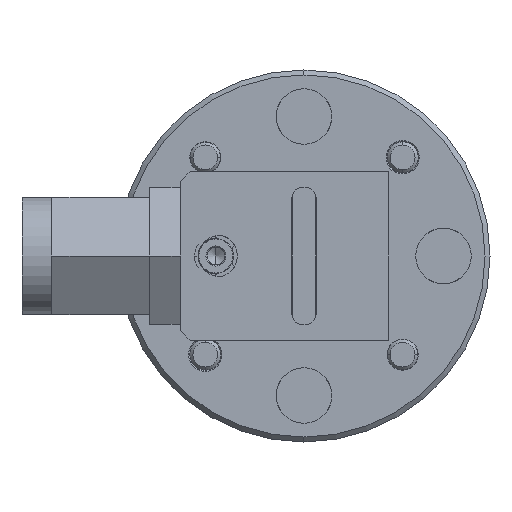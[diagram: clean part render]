
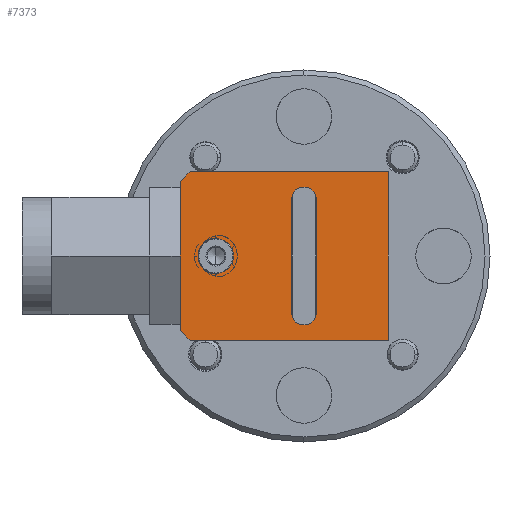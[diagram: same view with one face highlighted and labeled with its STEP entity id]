
A CAD part, left-side view. The second image highlights one B-rep face of the part: STEP entity #7373.
In plain terms, the highlighted planar face has unit normal (-1, 0, 0).
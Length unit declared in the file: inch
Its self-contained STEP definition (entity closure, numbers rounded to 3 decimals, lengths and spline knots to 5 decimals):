
#72 = ORIENTED_EDGE ( 'NONE', *, *, #11735, .T. ) ;
#204 = VERTEX_POINT ( 'NONE', #18816 ) ;
#675 = EDGE_CURVE ( 'NONE', #14502, #26904, #18238, .T. ) ;
#1047 = CARTESIAN_POINT ( 'NONE',  ( -7.88847, 0.37383, 3.69982 ) ) ;
#1432 = CARTESIAN_POINT ( 'NONE',  ( -7.88847, 0.60333, 3.86982 ) ) ;
#1556 = AXIS2_PLACEMENT_3D ( 'NONE', #31111, #11302, #8906 ) ;
#2645 = AXIS2_PLACEMENT_3D ( 'NONE', #23776, #23663, #13789 ) ;
#2656 = EDGE_CURVE ( 'NONE', #29190, #31163, #9931, .T. ) ;
#3201 = LINE ( 'NONE', #20885, #22010 ) ;
#3278 = CARTESIAN_POINT ( 'NONE',  ( -7.88847, 0.54383, 3.52982 ) ) ;
#3473 = EDGE_CURVE ( 'NONE', #31876, #14090, #3201, .T. ) ;
#4050 = CARTESIAN_POINT ( 'NONE',  ( -7.88847, 0.62333, 3.86982 ) ) ;
#4094 = VECTOR ( 'NONE', #28553, 39.37008 ) ;
#4165 = ORIENTED_EDGE ( 'NONE', *, *, #31709, .T. ) ;
#4257 = EDGE_CURVE ( 'NONE', #12864, #14090, #11788, .T. ) ;
#4275 = LINE ( 'NONE', #26352, #32057 ) ;
#4671 = EDGE_CURVE ( 'NONE', #26904, #17515, #29751, .T. ) ;
#4698 = VECTOR ( 'NONE', #31596, 39.37008 ) ;
#4838 = DIRECTION ( 'NONE',  ( 0., 0., 1. ) ) ;
#4855 = CARTESIAN_POINT ( 'NONE',  ( -7.88847, 0.20383, 3.52982 ) ) ;
#5661 = ORIENTED_EDGE ( 'NONE', *, *, #3473, .T. ) ;
#6079 = DIRECTION ( 'NONE',  ( 0., 0., 1. ) ) ;
#6533 = ORIENTED_EDGE ( 'NONE', *, *, #23040, .F. ) ;
#6750 = CARTESIAN_POINT ( 'NONE',  ( -7.88847, 0.55133, 3.73482 ) ) ;
#6934 = AXIS2_PLACEMENT_3D ( 'NONE', #1047, #8387, #6079 ) ;
#7089 = CARTESIAN_POINT ( 'NONE',  ( -7.88847, 0.60333, 3.52982 ) ) ;
#7137 = VERTEX_POINT ( 'NONE', #6750 ) ;
#7373 = ADVANCED_FACE ( 'NONE', ( #28413, #31150, #21346 ), #23269, .T. ) ;
#8052 = EDGE_LOOP ( 'NONE', ( #72, #5661, #18008, #28261, #18393, #10447 ) ) ;
#8179 = VERTEX_POINT ( 'NONE', #17375 ) ;
#8387 = DIRECTION ( 'NONE',  ( -1., 0., 0. ) ) ;
#8906 = DIRECTION ( 'NONE',  ( 0., 0., 1. ) ) ;
#9154 = CARTESIAN_POINT ( 'NONE',  ( -7.88847, 0.55133, 3.69982 ) ) ;
#9277 = CIRCLE ( 'NONE', #23520, 0.035 ) ;
#9931 = CIRCLE ( 'NONE', #14373, 0.025 ) ;
#10205 = DIRECTION ( 'NONE',  ( 0., 0., -1. ) ) ;
#10273 = CARTESIAN_POINT ( 'NONE',  ( -7.88847, 0.54383, 3.86982 ) ) ;
#10447 = ORIENTED_EDGE ( 'NONE', *, *, #4671, .T. ) ;
#10910 = DIRECTION ( 'NONE',  ( -1., 0., 0. ) ) ;
#11028 = VERTEX_POINT ( 'NONE', #22051 ) ;
#11172 = CIRCLE ( 'NONE', #1556, 0.025 ) ;
#11204 = VECTOR ( 'NONE', #29795, 39.37008 ) ;
#11302 = DIRECTION ( 'NONE',  ( -1., 0., 0. ) ) ;
#11596 = DIRECTION ( 'NONE',  ( 0., 0., 1. ) ) ;
#11735 = EDGE_CURVE ( 'NONE', #17515, #31876, #13764, .T. ) ;
#11788 = LINE ( 'NONE', #4050, #30159 ) ;
#12708 = ORIENTED_EDGE ( 'NONE', *, *, #28702, .T. ) ;
#12864 = VERTEX_POINT ( 'NONE', #16418 ) ;
#13764 = LINE ( 'NONE', #10273, #28636 ) ;
#13789 = DIRECTION ( 'NONE',  ( 0., 0., 1. ) ) ;
#14022 = CIRCLE ( 'NONE', #32075, 0.035 ) ;
#14090 = VERTEX_POINT ( 'NONE', #17098 ) ;
#14373 = AXIS2_PLACEMENT_3D ( 'NONE', #17456, #19837, #4838 ) ;
#14502 = VERTEX_POINT ( 'NONE', #7089 ) ;
#14618 = CARTESIAN_POINT ( 'NONE',  ( -7.88847, 0.57358, 3.50007 ) ) ;
#15160 = ORIENTED_EDGE ( 'NONE', *, *, #18645, .F. ) ;
#16362 = DIRECTION ( 'NONE',  ( -1., 0., 0. ) ) ;
#16418 = CARTESIAN_POINT ( 'NONE',  ( -7.88847, 0.62333, 3.54982 ) ) ;
#17098 = CARTESIAN_POINT ( 'NONE',  ( -7.88847, 0.62333, 3.84982 ) ) ;
#17303 = EDGE_CURVE ( 'NONE', #7137, #30520, #14022, .T. ) ;
#17375 = CARTESIAN_POINT ( 'NONE',  ( -7.88847, 0.39883, 3.81382 ) ) ;
#17456 = CARTESIAN_POINT ( 'NONE',  ( -7.88847, 0.37383, 3.58582 ) ) ;
#17515 = VERTEX_POINT ( 'NONE', #19096 ) ;
#17906 = ORIENTED_EDGE ( 'NONE', *, *, #17303, .F. ) ;
#18008 = ORIENTED_EDGE ( 'NONE', *, *, #4257, .F. ) ;
#18233 = LINE ( 'NONE', #14618, #11204 ) ;
#18238 = LINE ( 'NONE', #3278, #4094 ) ;
#18393 = ORIENTED_EDGE ( 'NONE', *, *, #675, .T. ) ;
#18487 = CIRCLE ( 'NONE', #2645, 0.025 ) ;
#18645 = EDGE_CURVE ( 'NONE', #30520, #7137, #9277, .T. ) ;
#18816 = CARTESIAN_POINT ( 'NONE',  ( -7.88847, 0.34883, 3.81382 ) ) ;
#18888 = DIRECTION ( 'NONE',  ( 0., 0., 1. ) ) ;
#19096 = CARTESIAN_POINT ( 'NONE',  ( -7.88847, 0.20383, 3.86982 ) ) ;
#19391 = LINE ( 'NONE', #25190, #31912 ) ;
#19837 = DIRECTION ( 'NONE',  ( -1., 0., 0. ) ) ;
#20851 = CARTESIAN_POINT ( 'NONE',  ( -7.88847, 0.55133, 3.69982 ) ) ;
#20885 = CARTESIAN_POINT ( 'NONE',  ( -7.88847, 0.57358, 3.89957 ) ) ;
#21346 = FACE_OUTER_BOUND ( 'NONE', #8052, .T. ) ;
#22010 = VECTOR ( 'NONE', #31388, 39.37008 ) ;
#22051 = CARTESIAN_POINT ( 'NONE',  ( -7.88847, 0.37383, 3.83882 ) ) ;
#23040 = EDGE_CURVE ( 'NONE', #11028, #8179, #18487, .T. ) ;
#23269 = PLANE ( 'NONE',  #6934 ) ;
#23391 = DIRECTION ( 'NONE',  ( 0., 0., 1. ) ) ;
#23520 = AXIS2_PLACEMENT_3D ( 'NONE', #9154, #16362, #18888 ) ;
#23663 = DIRECTION ( 'NONE',  ( -1., 0., 0. ) ) ;
#23776 = CARTESIAN_POINT ( 'NONE',  ( -7.88847, 0.37383, 3.81382 ) ) ;
#23784 = DIRECTION ( 'NONE',  ( 0., 0., 1. ) ) ;
#24034 = EDGE_LOOP ( 'NONE', ( #17906, #15160 ) ) ;
#24591 = CARTESIAN_POINT ( 'NONE',  ( -7.88847, 0.34883, 3.58582 ) ) ;
#24835 = CARTESIAN_POINT ( 'NONE',  ( -7.88847, 0.55133, 3.66482 ) ) ;
#25190 = CARTESIAN_POINT ( 'NONE',  ( -7.88847, 0.34883, 3.74982 ) ) ;
#25689 = DIRECTION ( 'NONE',  ( 0., 1., 0. ) ) ;
#26352 = CARTESIAN_POINT ( 'NONE',  ( -7.88847, 0.39883, 3.74982 ) ) ;
#26403 = EDGE_LOOP ( 'NONE', ( #32301, #12708, #6533, #26770, #4165 ) ) ;
#26561 = CARTESIAN_POINT ( 'NONE',  ( -7.88847, 0.20383, 3.52982 ) ) ;
#26770 = ORIENTED_EDGE ( 'NONE', *, *, #31521, .F. ) ;
#26904 = VERTEX_POINT ( 'NONE', #4855 ) ;
#28261 = ORIENTED_EDGE ( 'NONE', *, *, #31144, .T. ) ;
#28413 = FACE_BOUND ( 'NONE', #24034, .T. ) ;
#28553 = DIRECTION ( 'NONE',  ( 0., -1., 0. ) ) ;
#28636 = VECTOR ( 'NONE', #25689, 39.37008 ) ;
#28702 = EDGE_CURVE ( 'NONE', #29190, #8179, #4275, .T. ) ;
#29190 = VERTEX_POINT ( 'NONE', #29542 ) ;
#29542 = CARTESIAN_POINT ( 'NONE',  ( -7.88847, 0.39883, 3.58582 ) ) ;
#29751 = LINE ( 'NONE', #26561, #4698 ) ;
#29795 = DIRECTION ( 'NONE',  ( 0., -0.707, -0.707 ) ) ;
#30159 = VECTOR ( 'NONE', #23784, 39.37008 ) ;
#30520 = VERTEX_POINT ( 'NONE', #24835 ) ;
#31111 = CARTESIAN_POINT ( 'NONE',  ( -7.88847, 0.37383, 3.81382 ) ) ;
#31144 = EDGE_CURVE ( 'NONE', #12864, #14502, #18233, .T. ) ;
#31150 = FACE_BOUND ( 'NONE', #26403, .T. ) ;
#31163 = VERTEX_POINT ( 'NONE', #24591 ) ;
#31388 = DIRECTION ( 'NONE',  ( 0., 0.707, -0.707 ) ) ;
#31521 = EDGE_CURVE ( 'NONE', #204, #11028, #11172, .T. ) ;
#31596 = DIRECTION ( 'NONE',  ( 0., 0., 1. ) ) ;
#31709 = EDGE_CURVE ( 'NONE', #204, #31163, #19391, .T. ) ;
#31876 = VERTEX_POINT ( 'NONE', #1432 ) ;
#31912 = VECTOR ( 'NONE', #10205, 39.37008 ) ;
#32057 = VECTOR ( 'NONE', #11596, 39.37008 ) ;
#32075 = AXIS2_PLACEMENT_3D ( 'NONE', #20851, #10910, #23391 ) ;
#32301 = ORIENTED_EDGE ( 'NONE', *, *, #2656, .F. ) ;
